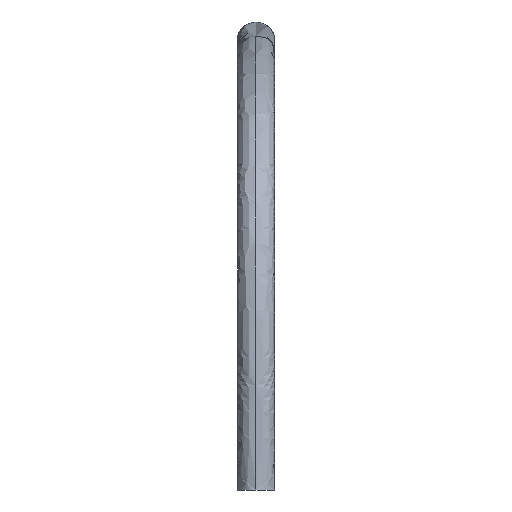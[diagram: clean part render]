
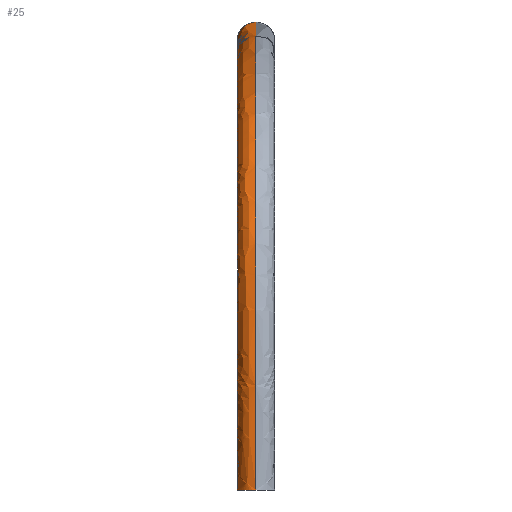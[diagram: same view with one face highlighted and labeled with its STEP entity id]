
A CAD part, left-side view. The second image highlights one B-rep face of the part: STEP entity #25.
In plain terms, the highlighted free-form (B-spline) face has degree [3, 3] with [9, 8] control points.
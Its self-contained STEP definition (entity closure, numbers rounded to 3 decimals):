
#25=ADVANCED_FACE($,(#27),#49,.T.);
#27=FACE_OUTER_BOUND($,#29,.T.);
#29=EDGE_LOOP($,(#34,#35,#36,#37));
#34=ORIENTED_EDGE($,*,*,#43,.T.);
#35=ORIENTED_EDGE($,*,*,#38,.T.);
#36=ORIENTED_EDGE($,*,*,#39,.T.);
#37=ORIENTED_EDGE($,*,*,#41,.F.);
#38=EDGE_CURVE($,#44,#45,#50,.T.);
#39=EDGE_CURVE($,#45,#47,#51,.T.);
#41=EDGE_CURVE($,#46,#47,#53,.T.);
#43=EDGE_CURVE($,#46,#44,#55,.T.);
#44=VERTEX_POINT($,#276);
#45=VERTEX_POINT($,#277);
#46=VERTEX_POINT($,#278);
#47=VERTEX_POINT($,#279);
#49=B_SPLINE_SURFACE_WITH_KNOTS($,3,3,((#204,#205,#206,#207,#208,#209,#210,
#211),(#212,#213,#214,#215,#216,#217,#218,#219),(#220,#221,#222,#223,#224,
#225,#226,#227),(#228,#229,#230,#231,#232,#233,#234,#235),(#236,#237,#238,
#239,#240,#241,#242,#243),(#244,#245,#246,#247,#248,#249,#250,#251),(#252,
#253,#254,#255,#256,#257,#258,#259),(#260,#261,#262,#263,#264,#265,#266,
#267),(#268,#269,#270,#271,#272,#273,#274,#275)),.UNSPECIFIED.,.F.,.F.,.F.,
(4,1,1,1,1,1,4),(4,1,1,1,1,4),(0.,1.,2.,3.,4.,5.,6.),(0.,1.,2.,3.,4.,5.),
.UNSPECIFIED.);
#50=B_SPLINE_CURVE_WITH_KNOTS($,3,(#82,#83,#84,#85,#86,#87,#88,#89,#90),
.UNSPECIFIED.,.F.,.F.,(4,1,1,1,1,1,4),(0.,1.,2.,3.,4.,5.,6.),.UNSPECIFIED.);
#51=B_SPLINE_CURVE_WITH_KNOTS($,3,(#91,#92,#93,#94,#95,#96,#97,#98),.UNSPECIFIED.,
.F.,.F.,(4,1,1,1,1,4),(0.,1.,2.,3.,4.,5.),.UNSPECIFIED.);
#53=B_SPLINE_CURVE_WITH_KNOTS($,3,(#107,#108,#109,#110,#111,#112,#113,#114,
#115),.UNSPECIFIED.,.F.,.F.,(4,1,1,1,1,1,4),(0.,1.,2.,3.,4.,5.,6.),.UNSPECIFIED.);
#55=B_SPLINE_CURVE_WITH_KNOTS($,3,(#124,#125,#126,#127,#128,#129,#130,#131),
.UNSPECIFIED.,.F.,.F.,(4,1,1,1,1,4),(-5.,-4.,-3.,-2.,-1.,0.),.UNSPECIFIED.);
#82=CARTESIAN_POINT($,(0.512,0.,-0.989));
#83=CARTESIAN_POINT($,(0.512,0.,1.011));
#84=CARTESIAN_POINT($,(0.439,0.,4.835));
#85=CARTESIAN_POINT($,(11.262,0.,4.761));
#86=CARTESIAN_POINT($,(19.217,0.,4.761));
#87=CARTESIAN_POINT($,(31.262,0.,4.761));
#88=CARTESIAN_POINT($,(60.085,0.,4.835));
#89=CARTESIAN_POINT($,(60.012,0.,1.011));
#90=CARTESIAN_POINT($,(60.012,0.,-0.989));
#91=CARTESIAN_POINT($,(60.012,0.,-0.989));
#92=CARTESIAN_POINT($,(60.012,0.052,-0.989));
#93=CARTESIAN_POINT($,(60.046,0.157,-0.989));
#94=CARTESIAN_POINT($,(60.178,0.253,-0.989));
#95=CARTESIAN_POINT($,(60.343,0.255,-0.989));
#96=CARTESIAN_POINT($,(60.478,0.157,-0.989));
#97=CARTESIAN_POINT($,(60.512,0.052,-0.989));
#98=CARTESIAN_POINT($,(60.512,0.,-0.989));
#107=CARTESIAN_POINT($,(0.012,0.,-0.989));
#108=CARTESIAN_POINT($,(0.012,0.,1.011));
#109=CARTESIAN_POINT($,(0.085,0.,5.188));
#110=CARTESIAN_POINT($,(11.262,0.,5.261));
#111=CARTESIAN_POINT($,(19.217,0.,5.261));
#112=CARTESIAN_POINT($,(31.262,0.,5.261));
#113=CARTESIAN_POINT($,(60.439,0.,5.188));
#114=CARTESIAN_POINT($,(60.512,0.,1.011));
#115=CARTESIAN_POINT($,(60.512,0.,-0.989));
#124=CARTESIAN_POINT($,(0.012,0.,-0.989));
#125=CARTESIAN_POINT($,(0.012,0.052,-0.989));
#126=CARTESIAN_POINT($,(0.046,0.157,-0.989));
#127=CARTESIAN_POINT($,(0.181,0.255,-0.989));
#128=CARTESIAN_POINT($,(0.346,0.253,-0.989));
#129=CARTESIAN_POINT($,(0.478,0.157,-0.989));
#130=CARTESIAN_POINT($,(0.512,0.052,-0.989));
#131=CARTESIAN_POINT($,(0.512,0.,-0.989));
#204=CARTESIAN_POINT($,(0.512,0.,-0.989));
#205=CARTESIAN_POINT($,(0.512,0.052,-0.989));
#206=CARTESIAN_POINT($,(0.478,0.157,-0.989));
#207=CARTESIAN_POINT($,(0.346,0.253,-0.989));
#208=CARTESIAN_POINT($,(0.181,0.255,-0.989));
#209=CARTESIAN_POINT($,(0.046,0.157,-0.989));
#210=CARTESIAN_POINT($,(0.012,0.052,-0.989));
#211=CARTESIAN_POINT($,(0.012,0.,-0.989));
#212=CARTESIAN_POINT($,(0.512,0.,1.011));
#213=CARTESIAN_POINT($,(0.512,0.052,1.011));
#214=CARTESIAN_POINT($,(0.478,0.157,1.011));
#215=CARTESIAN_POINT($,(0.346,0.253,1.011));
#216=CARTESIAN_POINT($,(0.181,0.255,1.011));
#217=CARTESIAN_POINT($,(0.046,0.157,1.011));
#218=CARTESIAN_POINT($,(0.012,0.052,1.011));
#219=CARTESIAN_POINT($,(0.012,0.,1.011));
#220=CARTESIAN_POINT($,(0.439,0.,4.835));
#221=CARTESIAN_POINT($,(0.439,0.052,4.835));
#222=CARTESIAN_POINT($,(0.415,0.157,4.859));
#223=CARTESIAN_POINT($,(0.321,0.253,4.952));
#224=CARTESIAN_POINT($,(0.205,0.255,5.069));
#225=CARTESIAN_POINT($,(0.109,0.157,5.164));
#226=CARTESIAN_POINT($,(0.085,0.052,5.188));
#227=CARTESIAN_POINT($,(0.085,0.,5.188));
#228=CARTESIAN_POINT($,(11.262,0.,4.761));
#229=CARTESIAN_POINT($,(11.262,0.052,4.762));
#230=CARTESIAN_POINT($,(11.262,0.157,4.796));
#231=CARTESIAN_POINT($,(11.262,0.253,4.928));
#232=CARTESIAN_POINT($,(11.262,0.255,5.093));
#233=CARTESIAN_POINT($,(11.262,0.157,5.228));
#234=CARTESIAN_POINT($,(11.262,0.052,5.262));
#235=CARTESIAN_POINT($,(11.262,0.,5.261));
#236=CARTESIAN_POINT($,(19.217,0.,4.761));
#237=CARTESIAN_POINT($,(19.217,0.052,4.762));
#238=CARTESIAN_POINT($,(19.217,0.157,4.796));
#239=CARTESIAN_POINT($,(19.217,0.253,4.928));
#240=CARTESIAN_POINT($,(19.217,0.255,5.093));
#241=CARTESIAN_POINT($,(19.217,0.157,5.228));
#242=CARTESIAN_POINT($,(19.217,0.052,5.262));
#243=CARTESIAN_POINT($,(19.217,0.,5.261));
#244=CARTESIAN_POINT($,(31.262,0.,4.761));
#245=CARTESIAN_POINT($,(31.262,0.052,4.762));
#246=CARTESIAN_POINT($,(31.262,0.157,4.796));
#247=CARTESIAN_POINT($,(31.262,0.253,4.928));
#248=CARTESIAN_POINT($,(31.262,0.255,5.093));
#249=CARTESIAN_POINT($,(31.262,0.157,5.228));
#250=CARTESIAN_POINT($,(31.262,0.052,5.262));
#251=CARTESIAN_POINT($,(31.262,0.,5.261));
#252=CARTESIAN_POINT($,(60.085,0.,4.835));
#253=CARTESIAN_POINT($,(60.085,0.052,4.835));
#254=CARTESIAN_POINT($,(60.11,0.157,4.859));
#255=CARTESIAN_POINT($,(60.203,0.253,4.952));
#256=CARTESIAN_POINT($,(60.32,0.255,5.069));
#257=CARTESIAN_POINT($,(60.415,0.157,5.164));
#258=CARTESIAN_POINT($,(60.439,0.052,5.188));
#259=CARTESIAN_POINT($,(60.439,0.,5.188));
#260=CARTESIAN_POINT($,(60.012,0.,1.011));
#261=CARTESIAN_POINT($,(60.012,0.052,1.011));
#262=CARTESIAN_POINT($,(60.046,0.157,1.011));
#263=CARTESIAN_POINT($,(60.178,0.253,1.011));
#264=CARTESIAN_POINT($,(60.343,0.255,1.011));
#265=CARTESIAN_POINT($,(60.478,0.157,1.011));
#266=CARTESIAN_POINT($,(60.512,0.052,1.011));
#267=CARTESIAN_POINT($,(60.512,0.,1.011));
#268=CARTESIAN_POINT($,(60.012,0.,-0.989));
#269=CARTESIAN_POINT($,(60.012,0.052,-0.989));
#270=CARTESIAN_POINT($,(60.046,0.157,-0.989));
#271=CARTESIAN_POINT($,(60.178,0.253,-0.989));
#272=CARTESIAN_POINT($,(60.343,0.255,-0.989));
#273=CARTESIAN_POINT($,(60.478,0.157,-0.989));
#274=CARTESIAN_POINT($,(60.512,0.052,-0.989));
#275=CARTESIAN_POINT($,(60.512,0.,-0.989));
#276=CARTESIAN_POINT($,(0.512,0.,-0.989));
#277=CARTESIAN_POINT($,(60.012,0.,-0.989));
#278=CARTESIAN_POINT($,(0.012,0.,-0.989));
#279=CARTESIAN_POINT($,(60.512,0.,-0.989));
